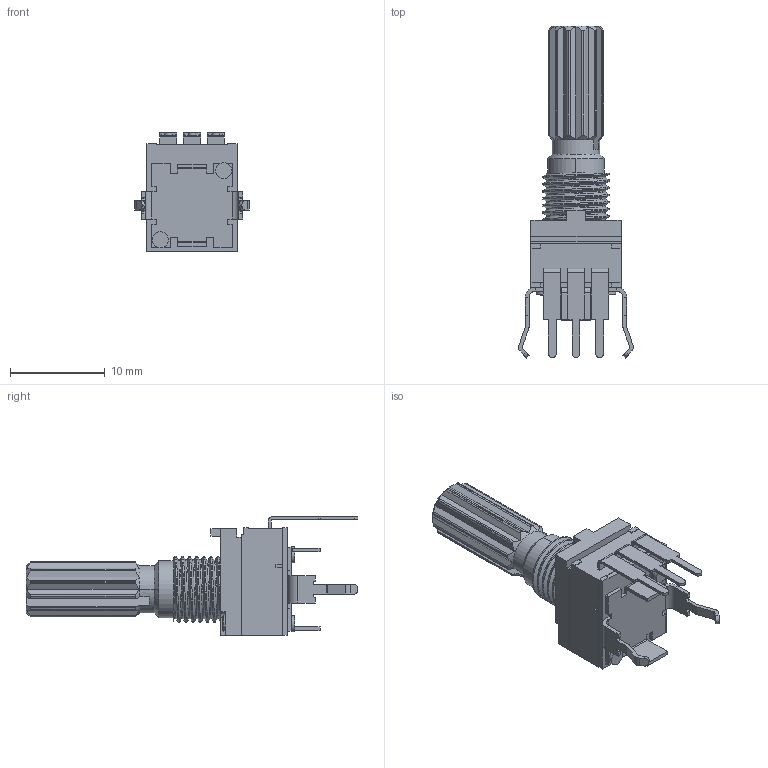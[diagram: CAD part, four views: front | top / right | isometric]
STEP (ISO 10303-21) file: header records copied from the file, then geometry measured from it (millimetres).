
FILE_DESCRIPTION (( 'STEP AP214' ), '1' );
FILE_NAME ('P0915N-QC20BR5K.STEP', '2021-01-09T18:46:46', ( '' ), ( '' ), 'SwSTEP 2.0', 'SolidWorks 2017', '' );
FILE_SCHEMA (( 'AUTOMOTIVE_DESIGN' ));
Length unit declared in the file: millimetre
Products named in the file (2): P0915N-QC20BR5K
Assembly tree (1 placements, depth 2):
  P0915N-QC20BR5K
    P0915N-QC20BR5K
Bounding box: 12.1 x 35 x 12.5 mm (x, y, z)
Volume: 1283.7 mm3; surface area: 1999 mm2
Topology: 12 solids, 12 shells, 336 faces, 886 edges, 577 vertices
Faces by surface type: plane 205, cylinder 108, cone 12, torus 8, bspline 3
Entity records: 12305 total; most frequent: CARTESIAN_POINT 3952, ORIENTED_EDGE 1772, DIRECTION 1591, EDGE_CURVE 886, VERTEX_POINT 577, VECTOR 567, LINE 567, AXIS2_PLACEMENT_3D 512
